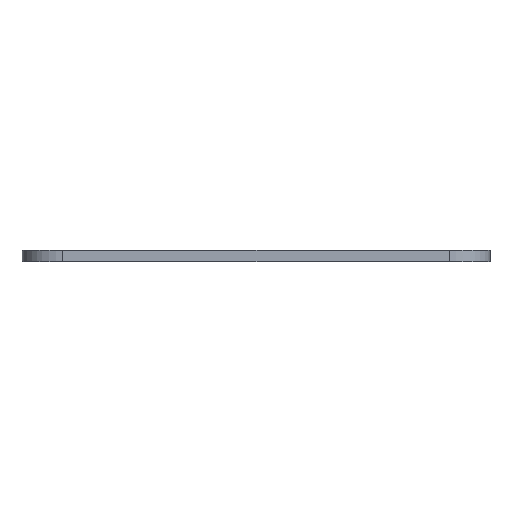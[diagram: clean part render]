
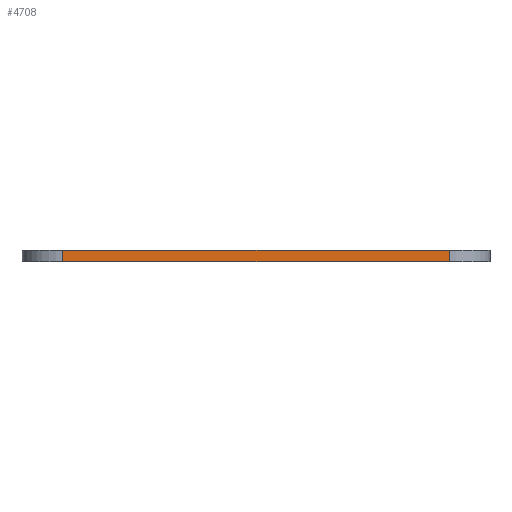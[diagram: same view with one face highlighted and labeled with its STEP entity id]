
A CAD part, left-side view. The second image highlights one B-rep face of the part: STEP entity #4708.
In plain terms, the highlighted planar face has unit normal (-1, 0, 0).
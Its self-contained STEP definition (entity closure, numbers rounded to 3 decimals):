
#49=CARTESIAN_POINT('',(-40.0,16.5,0.5));
#50=VERTEX_POINT('',#49);
#68=CARTESIAN_POINT('',(-40.0,16.5,-0.5));
#69=VERTEX_POINT('',#68);
#77=CARTESIAN_POINT('',(-40.0,16.5,-0.5));
#78=DIRECTION('',(0.0,0.0,1.0));
#79=VECTOR('',#78,1.0);
#80=LINE('',#77,#79);
#81=EDGE_CURVE('',#69,#50,#80,.T.);
#470=CARTESIAN_POINT('',(-40.0,-16.5,-0.5));
#471=VERTEX_POINT('',#470);
#479=CARTESIAN_POINT('',(-40.0,16.5,-0.5));
#480=DIRECTION('',(0.0,-1.0,0.0));
#481=VECTOR('',#480,33.0);
#482=LINE('',#479,#481);
#483=EDGE_CURVE('',#69,#471,#482,.T.);
#1341=CARTESIAN_POINT('',(-40.0,-16.5,0.5));
#1342=VERTEX_POINT('',#1341);
#1343=CARTESIAN_POINT('',(-40.0,-16.5,0.5));
#1344=DIRECTION('',(0.0,1.0,0.0));
#1345=VECTOR('',#1344,33.0);
#1346=LINE('',#1343,#1345);
#1347=EDGE_CURVE('',#1342,#50,#1346,.T.);
#2460=CARTESIAN_POINT('',(-40.0,-16.5,0.5));
#2461=DIRECTION('',(0.0,0.0,-1.0));
#2462=VECTOR('',#2461,1.0);
#2463=LINE('',#2460,#2462);
#2464=EDGE_CURVE('',#1342,#471,#2463,.T.);
#4697=CARTESIAN_POINT('',(-40.0,-20.0,0.0));
#4698=DIRECTION('',(-1.0,0.0,0.0));
#4699=DIRECTION('',(0.0,0.0,1.0));
#4700=AXIS2_PLACEMENT_3D('',#4697,#4698,#4699);
#4701=PLANE('',#4700);
#4702=ORIENTED_EDGE('',*,*,#81,.F.);
#4703=ORIENTED_EDGE('',*,*,#483,.T.);
#4704=ORIENTED_EDGE('',*,*,#2464,.F.);
#4705=ORIENTED_EDGE('',*,*,#1347,.T.);
#4706=EDGE_LOOP('',(#4702,#4703,#4704,#4705));
#4707=FACE_OUTER_BOUND('',#4706,.T.);
#4708=ADVANCED_FACE('',(#4707),#4701,.T.);
